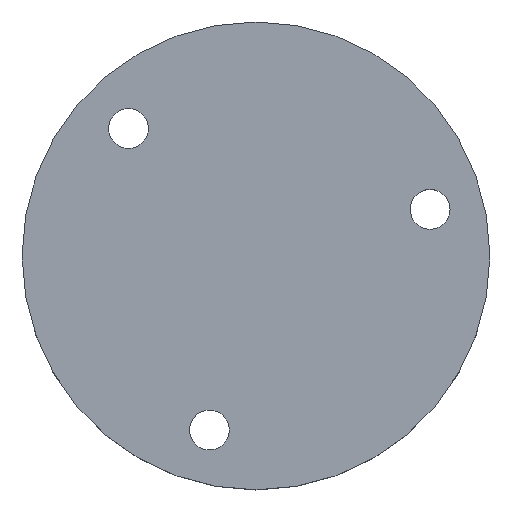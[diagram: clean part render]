
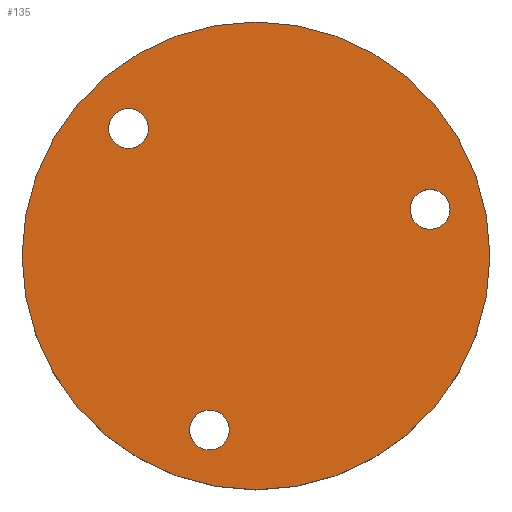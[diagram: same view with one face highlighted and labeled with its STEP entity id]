
A CAD part, top view. The second image highlights one B-rep face of the part: STEP entity #135.
In plain terms, the highlighted planar face has unit normal (0, 0, 1).
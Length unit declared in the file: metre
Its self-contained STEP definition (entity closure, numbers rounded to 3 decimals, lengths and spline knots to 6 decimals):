
#13=PLANE('',#167);
#29=ORIENTED_EDGE('',*,*,#45,.F.);
#30=ORIENTED_EDGE('',*,*,#43,.F.);
#31=ORIENTED_EDGE('',*,*,#41,.F.);
#32=ORIENTED_EDGE('',*,*,#47,.T.);
#41=EDGE_CURVE('',#53,#53,#65,.T.);
#43=EDGE_CURVE('',#55,#55,#67,.T.);
#45=EDGE_CURVE('',#57,#57,#69,.T.);
#47=EDGE_CURVE('',#59,#59,#71,.T.);
#53=VERTEX_POINT('',#226);
#55=VERTEX_POINT('',#231);
#57=VERTEX_POINT('',#236);
#59=VERTEX_POINT('',#241);
#65=CIRCLE('',#155,0.0015);
#67=CIRCLE('',#158,0.0015);
#69=CIRCLE('',#161,0.0015);
#71=CIRCLE('',#164,0.017605);
#89=EDGE_LOOP('',(#29));
#90=EDGE_LOOP('',(#30));
#91=EDGE_LOOP('',(#31));
#92=EDGE_LOOP('',(#32));
#113=FACE_BOUND('',#89,.T.);
#114=FACE_BOUND('',#90,.T.);
#115=FACE_BOUND('',#91,.T.);
#116=FACE_BOUND('',#92,.T.);
#135=ADVANCED_FACE('',(#113,#114,#115,#116),#13,.T.);
#155=AXIS2_PLACEMENT_3D('',#225,#181,#182);
#158=AXIS2_PLACEMENT_3D('',#230,#187,#188);
#161=AXIS2_PLACEMENT_3D('',#235,#193,#194);
#164=AXIS2_PLACEMENT_3D('',#240,#199,#200);
#167=AXIS2_PLACEMENT_3D('',#245,#205,#206);
#181=DIRECTION('',(0.,0.,1.));
#182=DIRECTION('',(1.,0.,0.));
#187=DIRECTION('',(0.,0.,1.));
#188=DIRECTION('',(1.,0.,0.));
#193=DIRECTION('',(0.,0.,1.));
#194=DIRECTION('',(1.,0.,0.));
#199=DIRECTION('',(0.,0.,1.));
#200=DIRECTION('',(1.,0.,0.));
#205=DIRECTION('',(0.,0.,1.));
#206=DIRECTION('',(1.,0.,0.));
#225=CARTESIAN_POINT('',(-0.089613,0.179392,0.));
#226=CARTESIAN_POINT('',(-0.088113,0.179392,0.));
#230=CARTESIAN_POINT('',(-0.083532,0.156697,0.));
#231=CARTESIAN_POINT('',(-0.082032,0.156697,0.));
#235=CARTESIAN_POINT('',(-0.066919,0.173311,0.));
#236=CARTESIAN_POINT('',(-0.065419,0.173311,0.));
#240=CARTESIAN_POINT('',(-0.080022,0.1698,0.));
#241=CARTESIAN_POINT('',(-0.062417,0.1698,0.));
#245=CARTESIAN_POINT('',(-0.002377,-0.015152,0.));
